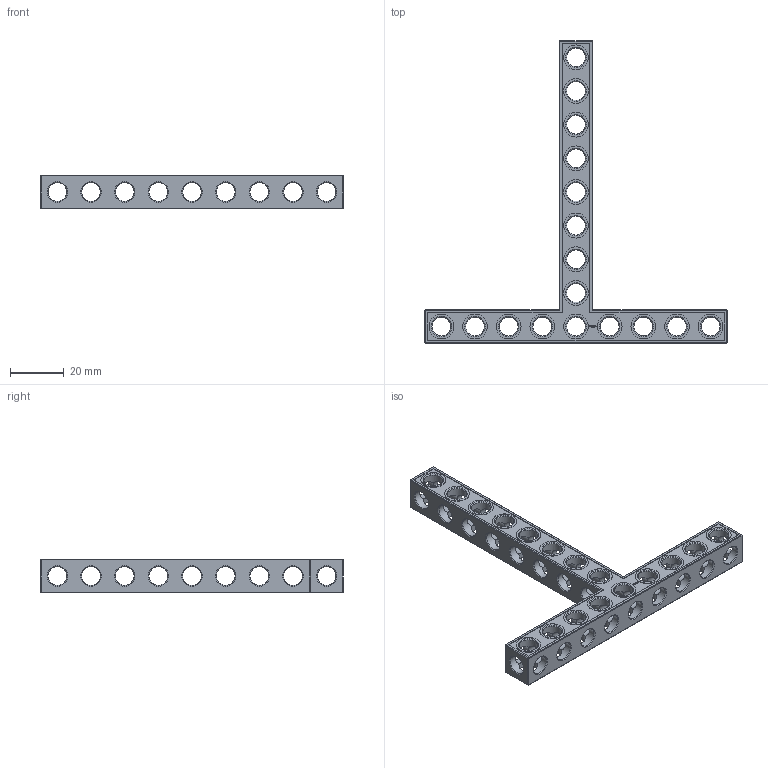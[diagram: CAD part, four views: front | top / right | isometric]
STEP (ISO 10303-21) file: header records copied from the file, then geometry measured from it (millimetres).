
FILE_DESCRIPTION(('FreeCAD Model'),'2;1');
FILE_NAME('Open CASCADE Shape Model','2022-01-27T23:02:56',( 'Paulo Kiefe'),('STEMFIE.org'),'Open CASCADE STEP processor 7.4', 'FreeCAD','Unknown');
FILE_SCHEMA(('AUTOMOTIVE_DESIGN { 1 0 10303 214 1 1 1 1 }'));
Products named in the file (1): Beam_TSH_SYM_ESS_BU09x09x01_-_SPN-BEM-1064_(stemfie.org)
Bounding box: 112.5 x 112.5 x 12.5 mm (x, y, z)
Volume: 16605.6 mm3; surface area: 14948.8 mm2
Topology: 1 solids, 1 shells, 711 faces, 2117 edges, 1391 vertices
Faces by surface type: plane 400, extrusion 138, cylinder 103, cone 70
Full cylindrical faces by diameter (mm): 6.98 x10, 7 x76, 9.2 x17
Entity records: 76420 total; most frequent: CARTESIAN_POINT 36567, DIRECTION 6483, VECTOR 4456, LINE 4318, ORIENTED_EDGE 4234, PCURVE 4234, DEFINITIONAL_REPRESENTATION 4234, EDGE_CURVE 2117
